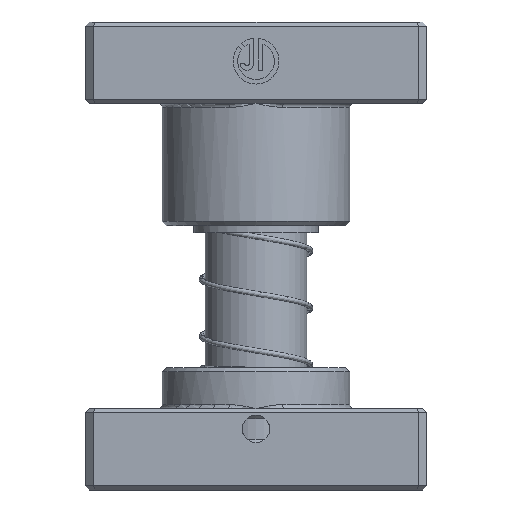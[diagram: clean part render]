
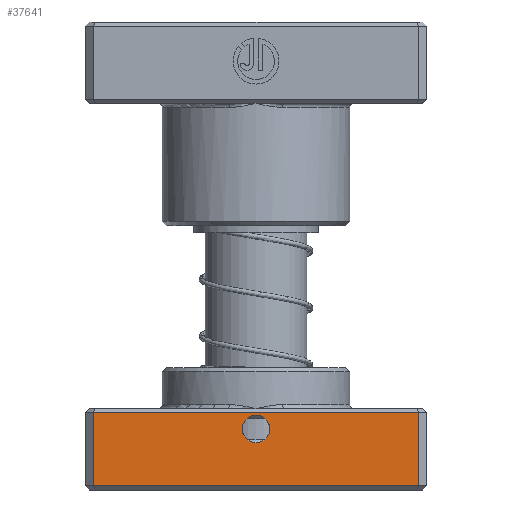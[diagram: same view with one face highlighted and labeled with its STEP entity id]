
A CAD part, front view. The second image highlights one B-rep face of the part: STEP entity #37641.
In plain terms, the highlighted planar face has unit normal (0, -1, 0).
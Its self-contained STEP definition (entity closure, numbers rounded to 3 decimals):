
#554 = ORIENTED_EDGE ( 'NONE', *, *, #31922, .F. ) ;
#705 = EDGE_CURVE ( 'NONE', #11687, #32943, #15730, .T. ) ;
#1113 = FACE_OUTER_BOUND ( 'NONE', #15659, .T. ) ;
#1888 = ORIENTED_EDGE ( 'NONE', *, *, #705, .T. ) ;
#1929 = CARTESIAN_POINT ( 'NONE',  ( 0., -24., 15. ) ) ;
#3518 = CARTESIAN_POINT ( 'NONE',  ( -40., -24., 19. ) ) ;
#5022 = EDGE_CURVE ( 'NONE', #19035, #11687, #10246, .T. ) ;
#5171 = DIRECTION ( 'NONE',  ( 0., 0., -1. ) ) ;
#6857 = CARTESIAN_POINT ( 'NONE',  ( -40., -24., 1. ) ) ;
#10144 = CARTESIAN_POINT ( 'NONE',  ( -40., -24., 19. ) ) ;
#10246 = LINE ( 'NONE', #24353, #26285 ) ;
#10535 = CARTESIAN_POINT ( 'NONE',  ( 40., -24., 19. ) ) ;
#11173 = EDGE_CURVE ( 'NONE', #28257, #39001, #35363, .T. ) ;
#11687 = VERTEX_POINT ( 'NONE', #6857 ) ;
#12145 = CARTESIAN_POINT ( 'NONE',  ( 0., -24., 15. ) ) ;
#12305 = DIRECTION ( 'NONE',  ( 0., 0., -1. ) ) ;
#12876 = AXIS2_PLACEMENT_3D ( 'NONE', #12145, #34577, #15353 ) ;
#13272 = LINE ( 'NONE', #3518, #28324 ) ;
#14608 = VECTOR ( 'NONE', #12305, 1000. ) ;
#15353 = DIRECTION ( 'NONE',  ( 0., 0., -1. ) ) ;
#15659 = EDGE_LOOP ( 'NONE', ( #28468, #1888, #554, #21932 ) ) ;
#15730 = LINE ( 'NONE', #22406, #41381 ) ;
#16344 = DIRECTION ( 'NONE',  ( 1., 0., 0. ) ) ;
#18955 = EDGE_LOOP ( 'NONE', ( #21695, #30486 ) ) ;
#19035 = VERTEX_POINT ( 'NONE', #10144 ) ;
#19515 = AXIS2_PLACEMENT_3D ( 'NONE', #1929, #24375, #5171 ) ;
#20062 = CIRCLE ( 'NONE', #19515, 3.4 ) ;
#20831 = AXIS2_PLACEMENT_3D ( 'NONE', #37477, #24417, #24688 ) ;
#21476 = PLANE ( 'NONE',  #20831 ) ;
#21695 = ORIENTED_EDGE ( 'NONE', *, *, #11173, .F. ) ;
#21932 = ORIENTED_EDGE ( 'NONE', *, *, #36860, .T. ) ;
#22406 = CARTESIAN_POINT ( 'NONE',  ( -40., -24., 1. ) ) ;
#24353 = CARTESIAN_POINT ( 'NONE',  ( -40., -24., 20. ) ) ;
#24375 = DIRECTION ( 'NONE',  ( 0., -1., 0. ) ) ;
#24417 = DIRECTION ( 'NONE',  ( 0., 1., 0. ) ) ;
#24688 = DIRECTION ( 'NONE',  ( 0., 0., 1. ) ) ;
#25514 = CARTESIAN_POINT ( 'NONE',  ( 0., -24., 18.4 ) ) ;
#26285 = VECTOR ( 'NONE', #27579, 1000. ) ;
#26698 = FACE_BOUND ( 'NONE', #18955, .T. ) ;
#26885 = CARTESIAN_POINT ( 'NONE',  ( 0., -24., 11.6 ) ) ;
#27579 = DIRECTION ( 'NONE',  ( 0., 0., -1. ) ) ;
#28257 = VERTEX_POINT ( 'NONE', #26885 ) ;
#28324 = VECTOR ( 'NONE', #29192, 1000. ) ;
#28468 = ORIENTED_EDGE ( 'NONE', *, *, #5022, .T. ) ;
#29192 = DIRECTION ( 'NONE',  ( -1., 0., 0. ) ) ;
#30486 = ORIENTED_EDGE ( 'NONE', *, *, #39268, .F. ) ;
#31476 = CARTESIAN_POINT ( 'NONE',  ( 40., -24., 20. ) ) ;
#31666 = LINE ( 'NONE', #31476, #14608 ) ;
#31922 = EDGE_CURVE ( 'NONE', #37421, #32943, #31666, .T. ) ;
#32943 = VERTEX_POINT ( 'NONE', #36566 ) ;
#34577 = DIRECTION ( 'NONE',  ( 0., -1., 0. ) ) ;
#35363 = CIRCLE ( 'NONE', #12876, 3.4 ) ;
#36566 = CARTESIAN_POINT ( 'NONE',  ( 40., -24., 1. ) ) ;
#36860 = EDGE_CURVE ( 'NONE', #37421, #19035, #13272, .T. ) ;
#37421 = VERTEX_POINT ( 'NONE', #10535 ) ;
#37477 = CARTESIAN_POINT ( 'NONE',  ( -40., -24., 20. ) ) ;
#37641 = ADVANCED_FACE ( 'NONE', ( #26698, #1113 ), #21476, .F. ) ;
#39001 = VERTEX_POINT ( 'NONE', #25514 ) ;
#39268 = EDGE_CURVE ( 'NONE', #39001, #28257, #20062, .T. ) ;
#41381 = VECTOR ( 'NONE', #16344, 1000. ) ;
